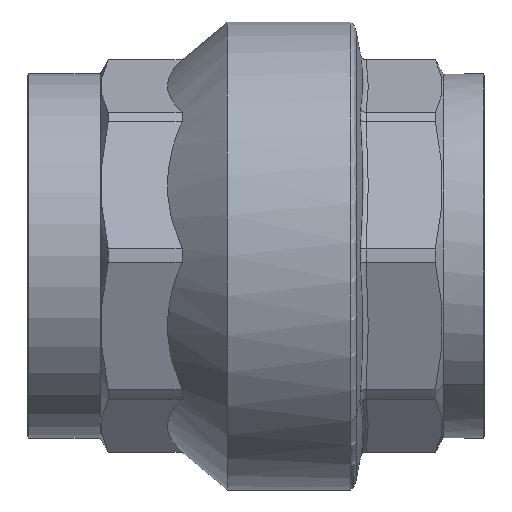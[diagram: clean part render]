
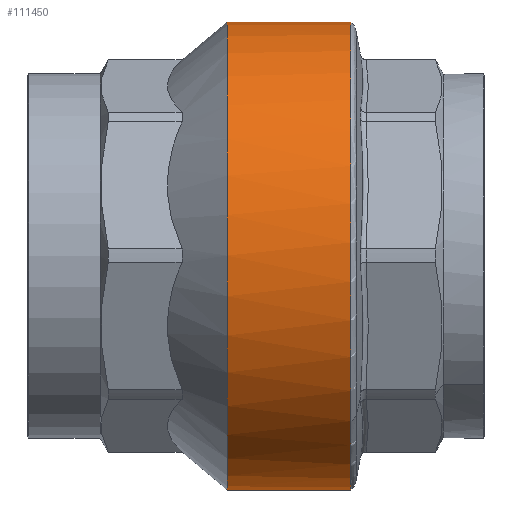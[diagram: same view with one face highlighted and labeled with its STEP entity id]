
A CAD part, top view. The second image highlights one B-rep face of the part: STEP entity #111450.
In plain terms, the highlighted cylindrical face has radius 81.5 mm (diameter 163 mm), a partial arc.
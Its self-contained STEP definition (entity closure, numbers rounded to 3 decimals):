
#6820=CARTESIAN_POINT('',(22.167,-75.296,
31.189));
#6830=VERTEX_POINT('',#6820);
#6860=CARTESIAN_POINT('',(22.167,0.,
0.));
#6870=DIRECTION('',(-1.,0.,0.));
#6880=DIRECTION('',(0.,0.924,
-0.383));
#6890=AXIS2_PLACEMENT_3D('',#6860,#6870,#6880);
#6900=CIRCLE('',#6890,81.5);
#6910=CARTESIAN_POINT('',(22.167,75.296,
31.189));
#6920=VERTEX_POINT('',#6910);
#6930=EDGE_CURVE('',#6830,#6920,#6900,.T.);
#92670=CARTESIAN_POINT('',(-3.037,75.296,
31.189));
#92680=DIRECTION('',(-1.,0.,0.));
#92690=VECTOR('',#92680,1.);
#92700=LINE('',#92670,#92690);
#92710=CARTESIAN_POINT('',(-20.817,75.296,
31.189));
#92720=VERTEX_POINT('',#92710);
#92730=EDGE_CURVE('',#6920,#92720,#92700,.T.);
#92750=CARTESIAN_POINT('',(-20.817,0.,
0.));
#92760=DIRECTION('',(1.,0.,0.));
#92770=DIRECTION('',(0.,-0.924,
-0.383));
#92780=AXIS2_PLACEMENT_3D('',#92750,#92760,#92770);
#92790=CIRCLE('',#92780,81.5);
#92800=CARTESIAN_POINT('',(-20.817,-75.296,
-31.189));
#92810=VERTEX_POINT('',#92800);
#92840=CARTESIAN_POINT('',(-3.037,-75.296,
-31.189));
#92850=DIRECTION('',(-1.,0.,0.));
#92860=VECTOR('',#92850,1.);
#92870=LINE('',#92840,#92860);
#92880=CARTESIAN_POINT('',(22.167,-75.296,
-31.189));
#92890=VERTEX_POINT('',#92880);
#92900=EDGE_CURVE('',#92890,#92810,#92870,.T.);
#111310=CARTESIAN_POINT('',(-3.037,0.,
0.));
#111320=DIRECTION('',(-1.,0.,0.));
#111330=DIRECTION('',(0.,0.924,
0.383));
#111340=AXIS2_PLACEMENT_3D('',#111310,#111320,#111330);
#111350=CYLINDRICAL_SURFACE('',#111340,81.5);
#111360=ORIENTED_EDGE('',*,*,#92730,.T.);
#111370=ORIENTED_EDGE('',*,*,#6930,.T.);
#111380=EDGE_CURVE('',#92890,#6830,#6900,.T.);
#111390=ORIENTED_EDGE('',*,*,#111380,.T.);
#111400=ORIENTED_EDGE('',*,*,#92900,.F.);
#111410=EDGE_CURVE('',#92720,#92810,#92790,.T.);
#111420=ORIENTED_EDGE('',*,*,#111410,.T.);
#111430=EDGE_LOOP('',(#111420,#111400,#111390,#111370,#111360));
#111440=FACE_OUTER_BOUND('',#111430,.T.);
#111450=ADVANCED_FACE('',(#111440),#111350,.T.);
